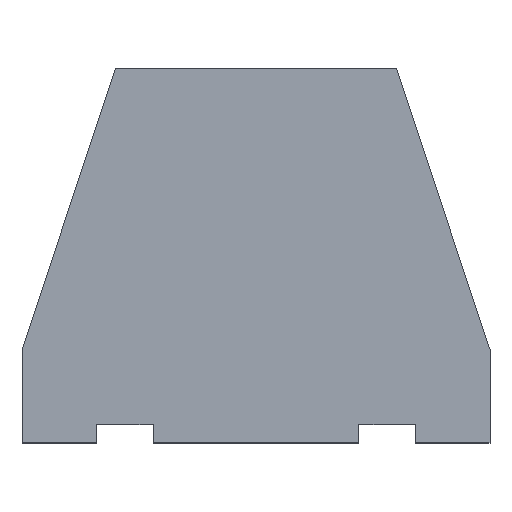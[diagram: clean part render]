
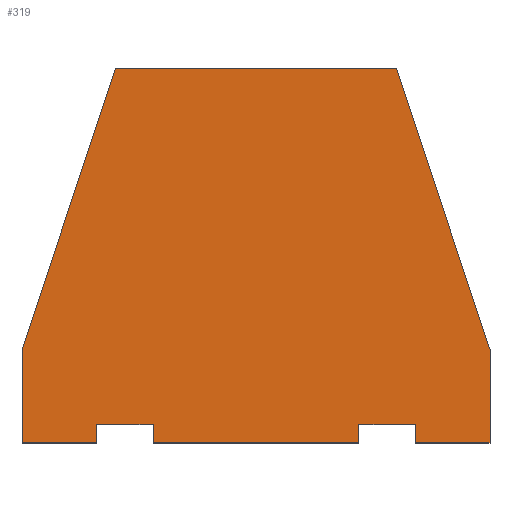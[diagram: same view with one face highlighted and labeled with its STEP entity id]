
A CAD part, top view. The second image highlights one B-rep face of the part: STEP entity #319.
In plain terms, the highlighted planar face has unit normal (0, 0, 1).
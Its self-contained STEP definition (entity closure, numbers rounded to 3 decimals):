
#33=FACE_OUTER_BOUND('',#49,.T.);
#49=EDGE_LOOP('',(#274,#275,#276,#277,#278,#279,#280,#281,#282,#283,#284,
#285,#286,#287));
#64=LINE('',#468,#106);
#67=LINE('',#473,#109);
#69=LINE('',#477,#111);
#71=LINE('',#481,#113);
#73=LINE('',#485,#115);
#75=LINE('',#489,#117);
#77=LINE('',#493,#119);
#79=LINE('',#497,#121);
#81=LINE('',#501,#123);
#83=LINE('',#505,#125);
#85=LINE('',#509,#127);
#87=LINE('',#513,#129);
#89=LINE('',#517,#131);
#91=LINE('',#520,#133);
#106=VECTOR('',#379,10.);
#109=VECTOR('',#384,10.);
#111=VECTOR('',#388,10.);
#113=VECTOR('',#392,10.);
#115=VECTOR('',#396,10.);
#117=VECTOR('',#400,10.);
#119=VECTOR('',#404,10.);
#121=VECTOR('',#408,10.);
#123=VECTOR('',#412,10.);
#125=VECTOR('',#416,10.);
#127=VECTOR('',#420,10.);
#129=VECTOR('',#424,10.);
#131=VECTOR('',#428,10.);
#133=VECTOR('',#432,10.);
#148=VERTEX_POINT('',#466);
#149=VERTEX_POINT('',#467);
#150=VERTEX_POINT('',#472);
#151=VERTEX_POINT('',#476);
#152=VERTEX_POINT('',#480);
#153=VERTEX_POINT('',#484);
#154=VERTEX_POINT('',#488);
#155=VERTEX_POINT('',#492);
#156=VERTEX_POINT('',#496);
#157=VERTEX_POINT('',#500);
#158=VERTEX_POINT('',#504);
#159=VERTEX_POINT('',#508);
#160=VERTEX_POINT('',#512);
#161=VERTEX_POINT('',#516);
#176=EDGE_CURVE('',#148,#149,#64,.T.);
#179=EDGE_CURVE('',#149,#150,#67,.T.);
#181=EDGE_CURVE('',#150,#151,#69,.T.);
#183=EDGE_CURVE('',#151,#152,#71,.T.);
#185=EDGE_CURVE('',#152,#153,#73,.T.);
#187=EDGE_CURVE('',#153,#154,#75,.T.);
#189=EDGE_CURVE('',#154,#155,#77,.T.);
#191=EDGE_CURVE('',#155,#156,#79,.T.);
#193=EDGE_CURVE('',#156,#157,#81,.T.);
#195=EDGE_CURVE('',#157,#158,#83,.T.);
#197=EDGE_CURVE('',#158,#159,#85,.T.);
#199=EDGE_CURVE('',#159,#160,#87,.T.);
#201=EDGE_CURVE('',#160,#161,#89,.T.);
#203=EDGE_CURVE('',#161,#148,#91,.T.);
#274=ORIENTED_EDGE('',*,*,#176,.F.);
#275=ORIENTED_EDGE('',*,*,#203,.F.);
#276=ORIENTED_EDGE('',*,*,#201,.F.);
#277=ORIENTED_EDGE('',*,*,#199,.F.);
#278=ORIENTED_EDGE('',*,*,#197,.F.);
#279=ORIENTED_EDGE('',*,*,#195,.F.);
#280=ORIENTED_EDGE('',*,*,#193,.F.);
#281=ORIENTED_EDGE('',*,*,#191,.F.);
#282=ORIENTED_EDGE('',*,*,#189,.F.);
#283=ORIENTED_EDGE('',*,*,#187,.F.);
#284=ORIENTED_EDGE('',*,*,#185,.F.);
#285=ORIENTED_EDGE('',*,*,#183,.F.);
#286=ORIENTED_EDGE('',*,*,#181,.F.);
#287=ORIENTED_EDGE('',*,*,#179,.F.);
#303=PLANE('',#358);
#319=ADVANCED_FACE('',(#33),#303,.T.);
#358=AXIS2_PLACEMENT_3D('',#521,#433,#434);
#379=DIRECTION('',(0.,1.,0.));
#384=DIRECTION('',(-1.,0.,0.));
#388=DIRECTION('',(0.,-1.,0.));
#392=DIRECTION('',(-1.,0.,0.));
#396=DIRECTION('',(0.,1.,0.));
#400=DIRECTION('',(-1.,0.,0.));
#404=DIRECTION('',(0.,-1.,0.));
#408=DIRECTION('',(-1.,0.,0.));
#412=DIRECTION('',(0.,1.,0.));
#416=DIRECTION('',(0.316,0.949,0.));
#420=DIRECTION('',(1.,0.,0.));
#424=DIRECTION('',(0.316,-0.949,0.));
#428=DIRECTION('',(0.,-1.,0.));
#432=DIRECTION('',(-1.,0.,0.));
#433=DIRECTION('center_axis',(0.,0.,1.));
#434=DIRECTION('ref_axis',(1.,0.,0.));
#466=CARTESIAN_POINT('',(8.5,0.,8.));
#467=CARTESIAN_POINT('',(8.5,1.,8.));
#468=CARTESIAN_POINT('',(8.5,0.,8.));
#472=CARTESIAN_POINT('',(5.5,1.,8.));
#473=CARTESIAN_POINT('',(8.5,1.,8.));
#476=CARTESIAN_POINT('',(5.5,0.,8.));
#477=CARTESIAN_POINT('',(5.5,1.,8.));
#480=CARTESIAN_POINT('',(-5.5,0.,8.));
#481=CARTESIAN_POINT('',(5.5,0.,8.));
#484=CARTESIAN_POINT('',(-5.5,1.,8.));
#485=CARTESIAN_POINT('',(-5.5,0.,8.));
#488=CARTESIAN_POINT('',(-8.5,1.,8.));
#489=CARTESIAN_POINT('',(-5.5,1.,8.));
#492=CARTESIAN_POINT('',(-8.5,0.,8.));
#493=CARTESIAN_POINT('',(-8.5,1.,8.));
#496=CARTESIAN_POINT('',(-12.5,0.,8.));
#497=CARTESIAN_POINT('',(-8.5,0.,8.));
#500=CARTESIAN_POINT('',(-12.5,5.,8.));
#501=CARTESIAN_POINT('',(-12.5,0.,8.));
#504=CARTESIAN_POINT('',(-7.5,20.,8.));
#505=CARTESIAN_POINT('',(-12.5,5.,8.));
#508=CARTESIAN_POINT('',(7.5,20.,8.));
#509=CARTESIAN_POINT('',(-7.5,20.,8.));
#512=CARTESIAN_POINT('',(12.5,5.,8.));
#513=CARTESIAN_POINT('',(7.5,20.,8.));
#516=CARTESIAN_POINT('',(12.5,0.,8.));
#517=CARTESIAN_POINT('',(12.5,5.,8.));
#520=CARTESIAN_POINT('',(12.5,0.,8.));
#521=CARTESIAN_POINT('Origin',(0.,8.506,8.));
